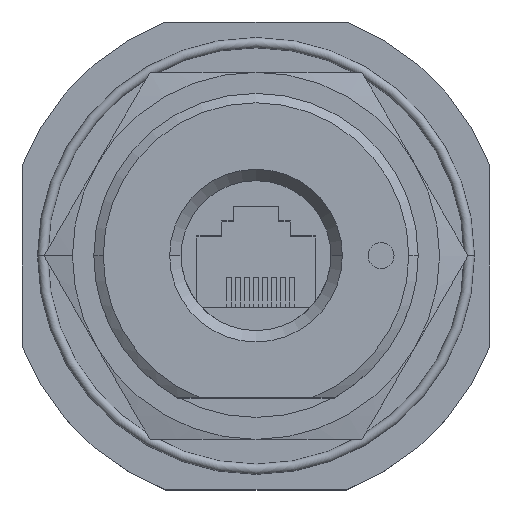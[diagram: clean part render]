
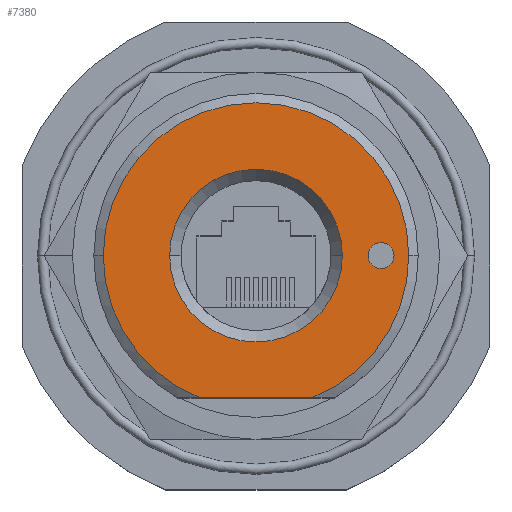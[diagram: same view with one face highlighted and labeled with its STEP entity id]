
A CAD part, top view. The second image highlights one B-rep face of the part: STEP entity #7380.
In plain terms, the highlighted planar face has unit normal (0, 0, 1).
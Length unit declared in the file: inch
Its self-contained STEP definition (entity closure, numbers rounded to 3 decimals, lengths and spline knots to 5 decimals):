
#146 = VERTEX_POINT ( 'NONE', #2204 ) ;
#173 = EDGE_LOOP ( 'NONE', ( #11461, #11462 ) ) ;
#357 = EDGE_LOOP ( 'NONE', ( #11456, #11457 ) ) ;
#363 = EDGE_LOOP ( 'NONE', ( #11466, #11468, #11469, #11471 ) ) ;
#438 = CARTESIAN_POINT ( 'NONE',  ( 0., 0., 0. ) ) ;
#439 = DIRECTION ( 'NONE',  ( 0., 0., 1. ) ) ;
#444 = DIRECTION ( 'NONE',  ( 1., 0., 0. ) ) ;
#1417 = CARTESIAN_POINT ( 'NONE',  ( -0.334, 0., 0. ) ) ;
#1466 = CARTESIAN_POINT ( 'NONE',  ( 0.334, 0., 0. ) ) ;
#1744 = CARTESIAN_POINT ( 'NONE',  ( 0.434, 0., 0. ) ) ;
#1747 = CARTESIAN_POINT ( 'NONE',  ( 0.591, 0., 0. ) ) ;
#1762 = CARTESIAN_POINT ( 'NONE',  ( 0.21629, -0.55, 0. ) ) ;
#1764 = CARTESIAN_POINT ( 'NONE',  ( -0.591, 0., 0. ) ) ;
#1839 = CARTESIAN_POINT ( 'NONE',  ( 0.534, 0., 0. ) ) ;
#1942 = DIRECTION ( 'NONE',  ( -1., 0., 0. ) ) ;
#1954 = CARTESIAN_POINT ( 'NONE',  ( 0., 0., 0. ) ) ;
#1964 = DIRECTION ( 'NONE',  ( 0., 0., -1. ) ) ;
#1966 = DIRECTION ( 'NONE',  ( 1., 0., 0. ) ) ;
#1978 = CARTESIAN_POINT ( 'NONE',  ( -0.30209, -0.55, 0. ) ) ;
#1986 = CARTESIAN_POINT ( 'NONE',  ( 0.484, 0., 0. ) ) ;
#2011 = DIRECTION ( 'NONE',  ( 0., 0., 1. ) ) ;
#2015 = DIRECTION ( 'NONE',  ( 1., 0., 0. ) ) ;
#2036 = CARTESIAN_POINT ( 'NONE',  ( 0., 0., 0. ) ) ;
#2044 = DIRECTION ( 'NONE',  ( 0., 0., 1. ) ) ;
#2045 = DIRECTION ( 'NONE',  ( 1., 0., 0. ) ) ;
#2197 = DIRECTION ( 'NONE',  ( 1., 0., 0. ) ) ;
#2204 = CARTESIAN_POINT ( 'NONE',  ( -0.21629, -0.55, 0. ) ) ;
#2206 = CARTESIAN_POINT ( 'NONE',  ( 0., 0., 0. ) ) ;
#2241 = DIRECTION ( 'NONE',  ( 0., 0., -1. ) ) ;
#2312 = EDGE_CURVE ( 'NONE', #3321, #3256, #5555, .T. ) ;
#2681 = EDGE_CURVE ( 'NONE', #3256, #3321, #12033, .T. ) ;
#2682 = EDGE_CURVE ( 'NONE', #5790, #5662, #12049, .T. ) ;
#2683 = EDGE_CURVE ( 'NONE', #5698, #146, #12120, .T. ) ;
#2684 = EDGE_CURVE ( 'NONE', #5717, #146, #12041, .T. ) ;
#3256 = VERTEX_POINT ( 'NONE', #1417 ) ;
#3321 = VERTEX_POINT ( 'NONE', #1466 ) ;
#3616 = FACE_OUTER_BOUND ( 'NONE', #363, .T. ) ;
#3618 = FACE_BOUND ( 'NONE', #173, .T. ) ;
#3619 = FACE_BOUND ( 'NONE', #357, .T. ) ;
#3798 = AXIS2_PLACEMENT_3D ( 'NONE', #438, #439, #444 ) ;
#3811 = AXIS2_PLACEMENT_3D ( 'NONE', #10595, #10594, #10593 ) ;
#4143 = DIRECTION ( 'NONE',  ( 1., 0., 0. ) ) ;
#4144 = CARTESIAN_POINT ( 'NONE',  ( 0., 0., 0. ) ) ;
#4213 = PLANE ( 'NONE',  #4768 ) ;
#4768 = AXIS2_PLACEMENT_3D ( 'NONE', #4144, #4861, #4143 ) ;
#4861 = DIRECTION ( 'NONE',  ( 0., 0., 1. ) ) ;
#5152 = AXIS2_PLACEMENT_3D ( 'NONE', #10927, #10924, #10921 ) ;
#5555 = CIRCLE ( 'NONE', #9449, 0.334 ) ;
#5662 = VERTEX_POINT ( 'NONE', #1744 ) ;
#5691 = VERTEX_POINT ( 'NONE', #1747 ) ;
#5698 = VERTEX_POINT ( 'NONE', #1762 ) ;
#5717 = VERTEX_POINT ( 'NONE', #1764 ) ;
#5790 = VERTEX_POINT ( 'NONE', #1839 ) ;
#7380 = ADVANCED_FACE ( 'NONE', ( #3619, #3618, #3616 ), #4213, .T. ) ;
#9014 = EDGE_CURVE ( 'NONE', #5698, #5691, #11080, .T. ) ;
#9343 = AXIS2_PLACEMENT_3D ( 'NONE', #2036, #2044, #2045 ) ;
#9345 = AXIS2_PLACEMENT_3D ( 'NONE', #1986, #2011, #2015 ) ;
#9346 = AXIS2_PLACEMENT_3D ( 'NONE', #1954, #1964, #1966 ) ;
#9449 = AXIS2_PLACEMENT_3D ( 'NONE', #2206, #2241, #2197 ) ;
#9461 = EDGE_CURVE ( 'NONE', #5662, #5790, #10547, .T. ) ;
#9469 = EDGE_CURVE ( 'NONE', #5691, #5717, #10572, .T. ) ;
#10547 = CIRCLE ( 'NONE', #3811, 0.05 ) ;
#10572 = CIRCLE ( 'NONE', #3798, 0.591 ) ;
#10593 = DIRECTION ( 'NONE',  ( 1., 0., 0. ) ) ;
#10594 = DIRECTION ( 'NONE',  ( 0., 0., 1. ) ) ;
#10595 = CARTESIAN_POINT ( 'NONE',  ( 0.484, 0., 0. ) ) ;
#10921 = DIRECTION ( 'NONE',  ( 1., 0., 0. ) ) ;
#10924 = DIRECTION ( 'NONE',  ( 0., 0., 1. ) ) ;
#10927 = CARTESIAN_POINT ( 'NONE',  ( 0., 0., 0. ) ) ;
#11080 = CIRCLE ( 'NONE', #5152, 0.591 ) ;
#11456 = ORIENTED_EDGE ( 'NONE', *, *, #2682, .F. ) ;
#11457 = ORIENTED_EDGE ( 'NONE', *, *, #9461, .F. ) ;
#11461 = ORIENTED_EDGE ( 'NONE', *, *, #2312, .T. ) ;
#11462 = ORIENTED_EDGE ( 'NONE', *, *, #2681, .T. ) ;
#11466 = ORIENTED_EDGE ( 'NONE', *, *, #2683, .F. ) ;
#11468 = ORIENTED_EDGE ( 'NONE', *, *, #9014, .T. ) ;
#11469 = ORIENTED_EDGE ( 'NONE', *, *, #9469, .T. ) ;
#11471 = ORIENTED_EDGE ( 'NONE', *, *, #2684, .T. ) ;
#12033 = CIRCLE ( 'NONE', #9346, 0.334 ) ;
#12041 = CIRCLE ( 'NONE', #9343, 0.591 ) ;
#12049 = CIRCLE ( 'NONE', #9345, 0.05 ) ;
#12087 = VECTOR ( 'NONE', #1942, 39.37008 ) ;
#12120 = LINE ( 'NONE', #1978, #12087 ) ;
